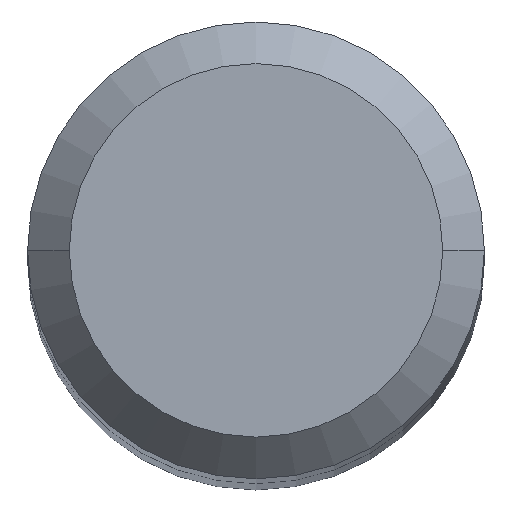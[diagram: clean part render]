
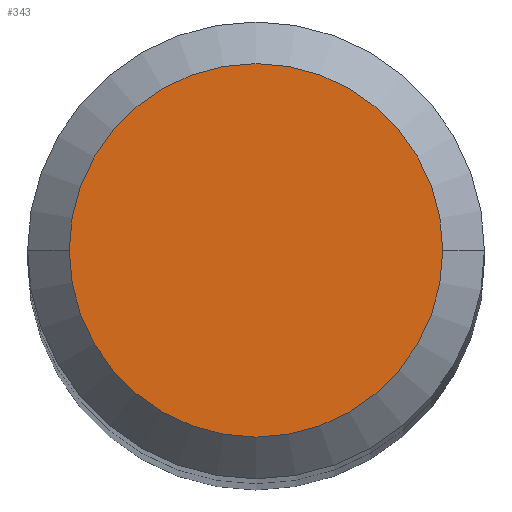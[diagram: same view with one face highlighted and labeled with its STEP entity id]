
A CAD part, top view. The second image highlights one B-rep face of the part: STEP entity #343.
In plain terms, the highlighted planar face has unit normal (0, 0, 1).
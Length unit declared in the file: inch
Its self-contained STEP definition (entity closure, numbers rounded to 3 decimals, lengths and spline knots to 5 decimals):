
#28 = CIRCLE ( 'NONE', #188, 0.14 ) ;
#30 = DIRECTION ( 'NONE',  ( 0., 0., 1. ) ) ;
#54 = DIRECTION ( 'NONE',  ( 1., 0., 0. ) ) ;
#75 = CARTESIAN_POINT ( 'NONE',  ( 0., 0., 0. ) ) ;
#92 = EDGE_CURVE ( 'NONE', #225, #261, #211, .T. ) ;
#96 = CARTESIAN_POINT ( 'NONE',  ( 0., 0., 0. ) ) ;
#97 = CARTESIAN_POINT ( 'NONE',  ( -0.14, 0., 0. ) ) ;
#127 = FACE_OUTER_BOUND ( 'NONE', #200, .T. ) ;
#167 = ORIENTED_EDGE ( 'NONE', *, *, #240, .T. ) ;
#180 = ORIENTED_EDGE ( 'NONE', *, *, #92, .T. ) ;
#188 = AXIS2_PLACEMENT_3D ( 'NONE', #222, #315, #191 ) ;
#191 = DIRECTION ( 'NONE',  ( 1., 0., 0. ) ) ;
#200 = EDGE_LOOP ( 'NONE', ( #180, #167 ) ) ;
#211 = CIRCLE ( 'NONE', #286, 0.14 ) ;
#222 = CARTESIAN_POINT ( 'NONE',  ( 0., 0., 0. ) ) ;
#225 = VERTEX_POINT ( 'NONE', #97 ) ;
#240 = EDGE_CURVE ( 'NONE', #261, #225, #28, .T. ) ;
#248 = PLANE ( 'NONE',  #311 ) ;
#261 = VERTEX_POINT ( 'NONE', #313 ) ;
#281 = DIRECTION ( 'NONE',  ( -1., 0., 0. ) ) ;
#286 = AXIS2_PLACEMENT_3D ( 'NONE', #96, #30, #54 ) ;
#311 = AXIS2_PLACEMENT_3D ( 'NONE', #75, #321, #281 ) ;
#313 = CARTESIAN_POINT ( 'NONE',  ( 0.14, 0., 0. ) ) ;
#315 = DIRECTION ( 'NONE',  ( 0., 0., 1. ) ) ;
#321 = DIRECTION ( 'NONE',  ( 0., 0., -1. ) ) ;
#343 = ADVANCED_FACE ( 'NONE', ( #127 ), #248, .F. ) ;
